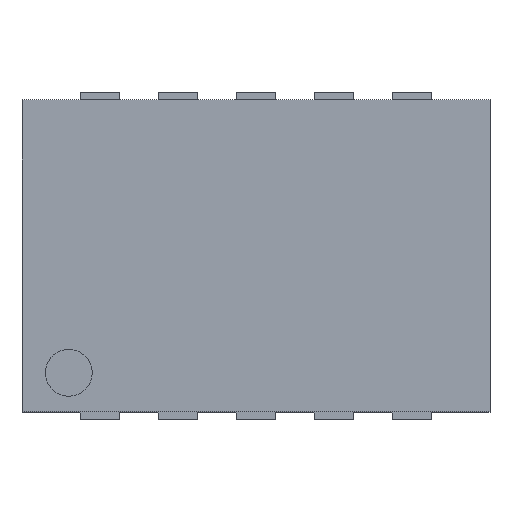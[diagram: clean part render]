
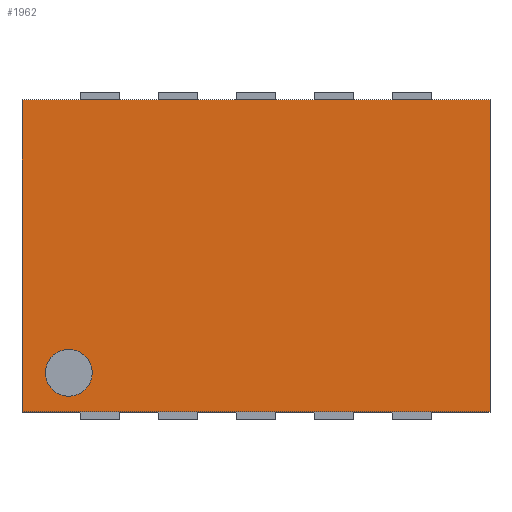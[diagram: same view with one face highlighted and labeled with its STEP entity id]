
A CAD part, top view. The second image highlights one B-rep face of the part: STEP entity #1962.
In plain terms, the highlighted planar face has unit normal (0, 0, 1).
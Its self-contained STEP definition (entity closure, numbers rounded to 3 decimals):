
#605 = VERTEX_POINT('',#606);
#606 = CARTESIAN_POINT('',(-1.5,-1.,0.8));
#612 = EDGE_CURVE('',#605,#613,#615,.T.);
#613 = VERTEX_POINT('',#614);
#614 = CARTESIAN_POINT('',(1.5,-1.,0.8));
#615 = LINE('',#616,#617);
#616 = CARTESIAN_POINT('',(1.5,-1.,0.8));
#617 = VECTOR('',#618,1.);
#618 = DIRECTION('',(1.,0.,-0.));
#960 = EDGE_CURVE('',#613,#961,#963,.T.);
#961 = VERTEX_POINT('',#962);
#962 = CARTESIAN_POINT('',(1.5,1.,0.8));
#963 = LINE('',#964,#965);
#964 = CARTESIAN_POINT('',(1.5,-1.,0.8));
#965 = VECTOR('',#966,1.);
#966 = DIRECTION('',(0.,1.,0.));
#1018 = VERTEX_POINT('',#1019);
#1019 = CARTESIAN_POINT('',(-1.5,1.,0.8));
#1025 = EDGE_CURVE('',#1018,#961,#1026,.T.);
#1026 = LINE('',#1027,#1028);
#1027 = CARTESIAN_POINT('',(1.5,1.,0.8));
#1028 = VECTOR('',#1029,1.);
#1029 = DIRECTION('',(1.,0.,-0.));
#1584 = EDGE_CURVE('',#605,#1018,#1585,.T.);
#1585 = LINE('',#1586,#1587);
#1586 = CARTESIAN_POINT('',(-1.5,-1.,0.8));
#1587 = VECTOR('',#1588,1.);
#1588 = DIRECTION('',(0.,1.,0.));
#1962 = ADVANCED_FACE('',(#1963,#1983),#1989,.T.);
#1963 = FACE_BOUND('',#1964,.T.);
#1964 = EDGE_LOOP('',(#1965,#1976));
#1965 = ORIENTED_EDGE('',*,*,#1966,.T.);
#1966 = EDGE_CURVE('',#1967,#1969,#1971,.T.);
#1967 = VERTEX_POINT('',#1968);
#1968 = CARTESIAN_POINT('',(-1.2,-0.6,0.8));
#1969 = VERTEX_POINT('',#1970);
#1970 = CARTESIAN_POINT('',(-1.2,-0.9,0.8));
#1971 = CIRCLE('',#1972,0.15);
#1972 = AXIS2_PLACEMENT_3D('',#1973,#1974,#1975);
#1973 = CARTESIAN_POINT('',(-1.2,-0.75,0.8));
#1974 = DIRECTION('',(0.,0.,-1.));
#1975 = DIRECTION('',(0.,1.,0.));
#1976 = ORIENTED_EDGE('',*,*,#1977,.T.);
#1977 = EDGE_CURVE('',#1969,#1967,#1978,.T.);
#1978 = CIRCLE('',#1979,0.15);
#1979 = AXIS2_PLACEMENT_3D('',#1980,#1981,#1982);
#1980 = CARTESIAN_POINT('',(-1.2,-0.75,0.8));
#1981 = DIRECTION('',(0.,0.,-1.));
#1982 = DIRECTION('',(0.,1.,0.));
#1983 = FACE_BOUND('',#1984,.T.);
#1984 = EDGE_LOOP('',(#1985,#1986,#1987,#1988));
#1985 = ORIENTED_EDGE('',*,*,#1025,.F.);
#1986 = ORIENTED_EDGE('',*,*,#1584,.F.);
#1987 = ORIENTED_EDGE('',*,*,#612,.T.);
#1988 = ORIENTED_EDGE('',*,*,#960,.T.);
#1989 = PLANE('',#1990);
#1990 = AXIS2_PLACEMENT_3D('',#1991,#1992,#1993);
#1991 = CARTESIAN_POINT('',(1.5,-1.,0.8));
#1992 = DIRECTION('',(0.,0.,1.));
#1993 = DIRECTION('',(0.,1.,0.));
